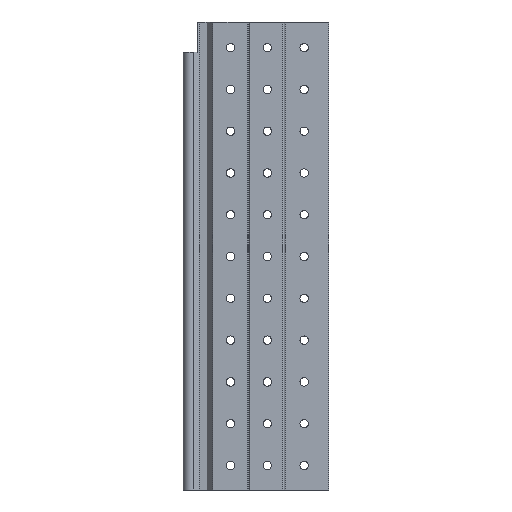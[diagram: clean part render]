
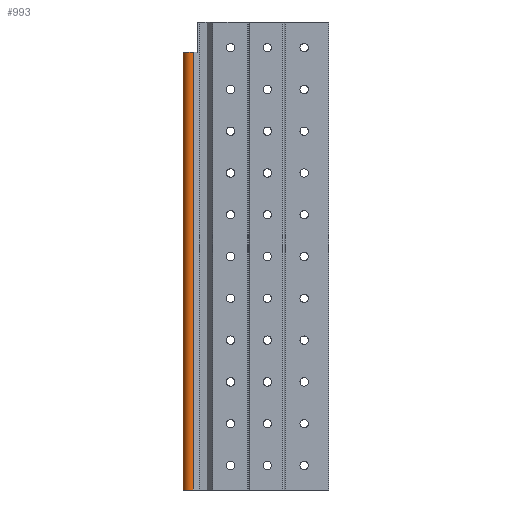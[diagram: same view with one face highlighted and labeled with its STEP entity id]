
A CAD part, left-side view. The second image highlights one B-rep face of the part: STEP entity #993.
In plain terms, the highlighted cylindrical face has radius 6 mm (diameter 12 mm), a partial arc.
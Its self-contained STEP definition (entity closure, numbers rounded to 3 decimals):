
#32 = CARTESIAN_POINT ( 'NONE',  ( 3.882, 121.4, -420. ) ) ;
#169 = EDGE_CURVE ( 'NONE', #1217, #1945, #3260, .T. ) ;
#271 = DIRECTION ( 'NONE',  ( 0., 0., 1. ) ) ;
#296 = VERTEX_POINT ( 'NONE', #435 ) ;
#369 = DIRECTION ( 'NONE',  ( 0., 0., -1. ) ) ;
#435 = CARTESIAN_POINT ( 'NONE',  ( 3.882, 121.4, -420. ) ) ;
#522 = CARTESIAN_POINT ( 'NONE',  ( 14.275, 127.4, -420. ) ) ;
#525 = DIRECTION ( 'NONE',  ( -1., 0., 0. ) ) ;
#563 = CARTESIAN_POINT ( 'NONE',  ( 9.078, 124.4, -420. ) ) ;
#566 = CARTESIAN_POINT ( 'NONE',  ( 3.882, 121.4, -27. ) ) ;
#586 = LINE ( 'NONE', #32, #2289 ) ;
#856 = CARTESIAN_POINT ( 'NONE',  ( 9.078, 124.4, -27. ) ) ;
#884 = VERTEX_POINT ( 'NONE', #3148 ) ;
#918 = CARTESIAN_POINT ( 'NONE',  ( 14.275, 127.4, -27. ) ) ;
#982 = AXIS2_PLACEMENT_3D ( 'NONE', #563, #1646, #525 ) ;
#985 = VECTOR ( 'NONE', #271, 1000. ) ;
#993 = ADVANCED_FACE ( 'NONE', ( #2665 ), #1265, .T. ) ;
#1217 = VERTEX_POINT ( 'NONE', #566 ) ;
#1265 = CYLINDRICAL_SURFACE ( 'NONE', #1367, 6. ) ;
#1313 = DIRECTION ( 'NONE',  ( 0., 0., 1. ) ) ;
#1367 = AXIS2_PLACEMENT_3D ( 'NONE', #2852, #1313, #1594 ) ;
#1376 = DIRECTION ( 'NONE',  ( 0., 0., 1. ) ) ;
#1433 = DIRECTION ( 'NONE',  ( 0., 1., 0. ) ) ;
#1499 = EDGE_CURVE ( 'NONE', #296, #884, #2154, .T. ) ;
#1542 = EDGE_LOOP ( 'NONE', ( #2050, #1688, #1565, #2210 ) ) ;
#1565 = ORIENTED_EDGE ( 'NONE', *, *, #1499, .F. ) ;
#1594 = DIRECTION ( 'NONE',  ( 1., 0., 0. ) ) ;
#1646 = DIRECTION ( 'NONE',  ( 0., 0., -1. ) ) ;
#1688 = ORIENTED_EDGE ( 'NONE', *, *, #2354, .F. ) ;
#1945 = VERTEX_POINT ( 'NONE', #918 ) ;
#2050 = ORIENTED_EDGE ( 'NONE', *, *, #169, .T. ) ;
#2154 = CIRCLE ( 'NONE', #982, 6. ) ;
#2210 = ORIENTED_EDGE ( 'NONE', *, *, #2683, .T. ) ;
#2289 = VECTOR ( 'NONE', #1376, 1000. ) ;
#2354 = EDGE_CURVE ( 'NONE', #884, #1945, #3256, .T. ) ;
#2637 = AXIS2_PLACEMENT_3D ( 'NONE', #856, #369, #1433 ) ;
#2665 = FACE_OUTER_BOUND ( 'NONE', #1542, .T. ) ;
#2683 = EDGE_CURVE ( 'NONE', #296, #1217, #586, .T. ) ;
#2852 = CARTESIAN_POINT ( 'NONE',  ( 9.078, 124.4, -420. ) ) ;
#3148 = CARTESIAN_POINT ( 'NONE',  ( 14.275, 127.4, -420. ) ) ;
#3256 = LINE ( 'NONE', #522, #985 ) ;
#3260 = CIRCLE ( 'NONE', #2637, 6. ) ;
